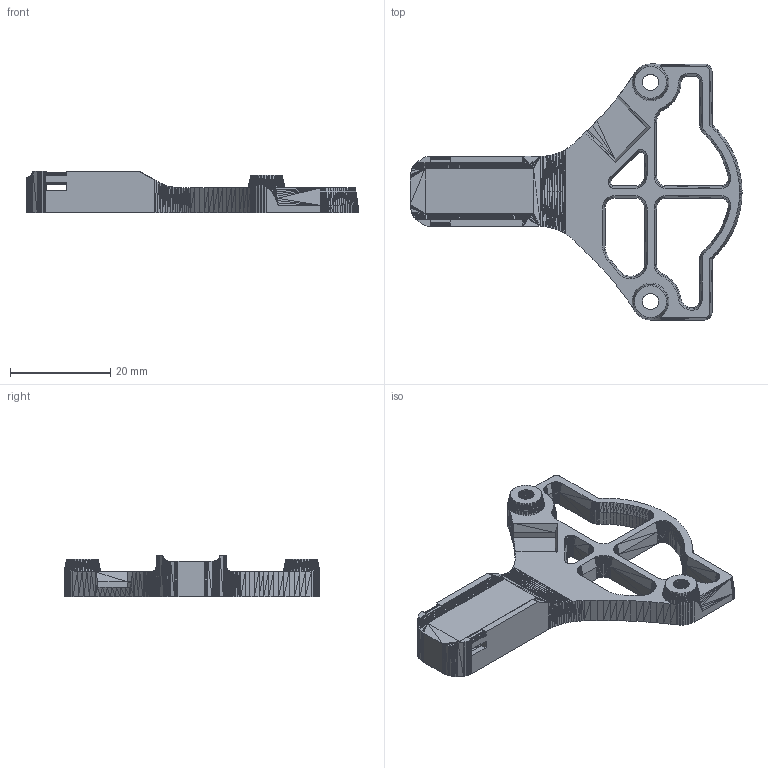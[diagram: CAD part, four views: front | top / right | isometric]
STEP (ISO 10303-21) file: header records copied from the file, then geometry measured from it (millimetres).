
FILE_DESCRIPTION(/* description */ (''),/* implementation_level */ '2;1');
FILE_NAME(/* name */ 'STH-36_and_BTT_EBB36_1.1__sherpa_mini_mounting_plate_overmold_strain_modified.step',/* time_stamp */ '2025-08-26T20:33:36+02:00',/* author */ (''),/* organization */ (''),/* preprocessor_version */ 'ST-DEVELOPER v20.1',/* originating_system */ 'Autodesk Translation Framework v14.10.0.0',/* authorisation */ '');
FILE_SCHEMA (('AUTOMOTIVE_DESIGN { 1 0 10303 214 3 1 1 }'));
Products named in the file (1): (Nicht gespeichert)
Bounding box: 66.38 x 51.18 x 8.36 mm (x, y, z)
Volume: 6490.2 mm3; surface area: 4873.1 mm2
Topology: 1 solids, 1 shells, 3013 faces, 5638 edges, 2626 vertices
Faces by surface type: plane 3013
Entity records: 68889 total; most frequent: DIRECTION 11666, CARTESIAN_POINT 11278, ORIENTED_EDGE 11276, LINE 5638, VECTOR 5638, EDGE_CURVE 5638, EDGE_LOOP 3026, AXIS2_PLACEMENT_3D 3014
